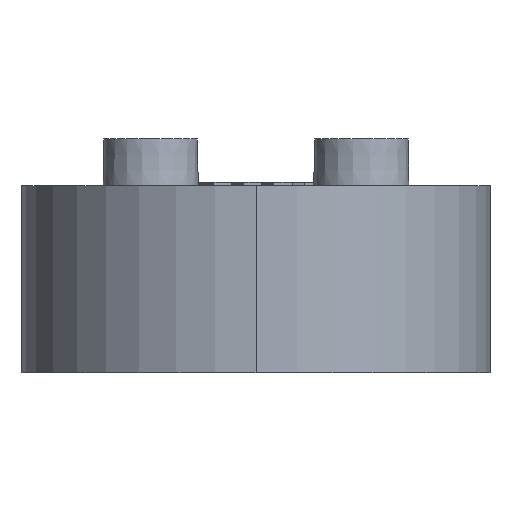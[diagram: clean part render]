
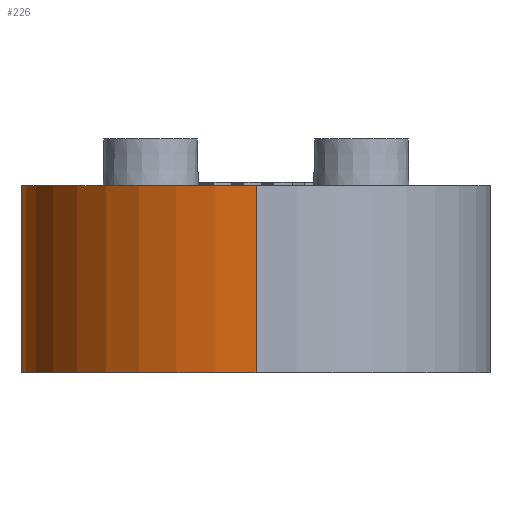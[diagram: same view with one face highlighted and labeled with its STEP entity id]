
A CAD part, left-side view. The second image highlights one B-rep face of the part: STEP entity #226.
In plain terms, the highlighted cylindrical face has radius 12.5 mm (diameter 25 mm), a partial arc.
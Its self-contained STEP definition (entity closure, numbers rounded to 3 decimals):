
#226 = ADVANCED_FACE( '', ( #581 ), #582, .T. );
#581 = FACE_OUTER_BOUND( '', #997, .T. );
#582 = CYLINDRICAL_SURFACE( '', #998, 12.5 );
#997 = EDGE_LOOP( '', ( #2188, #2189, #2190, #2191 ) );
#998 = AXIS2_PLACEMENT_3D( '', #2192, #2193, #2194 );
#2188 = ORIENTED_EDGE( '', *, *, #2622, .T. );
#2189 = ORIENTED_EDGE( '', *, *, #3000, .F. );
#2190 = ORIENTED_EDGE( '', *, *, #3001, .F. );
#2191 = ORIENTED_EDGE( '', *, *, #3002, .T. );
#2192 = CARTESIAN_POINT( '', ( -19.5, 0., 0. ) );
#2193 = DIRECTION( '', ( 0., 0., -1. ) );
#2194 = DIRECTION( '', ( -1., 0., 0. ) );
#2622 = EDGE_CURVE( '', #3123, #3121, #3124, .T. );
#3000 = EDGE_CURVE( '', #3769, #3121, #3771, .T. );
#3001 = EDGE_CURVE( '', #3772, #3769, #3773, .T. );
#3002 = EDGE_CURVE( '', #3772, #3123, #3774, .T. );
#3121 = VERTEX_POINT( '', #3923 );
#3123 = VERTEX_POINT( '', #3926 );
#3124 = CIRCLE( '', #3927, 12.5 );
#3769 = VERTEX_POINT( '', #4881 );
#3771 = LINE( '', #4884, #4885 );
#3772 = VERTEX_POINT( '', #4886 );
#3773 = CIRCLE( '', #4887, 12.5 );
#3774 = LINE( '', #4888, #4889 );
#3923 = CARTESIAN_POINT( '', ( -19.5, 12.5, 10. ) );
#3926 = CARTESIAN_POINT( '', ( -32., 0., 10. ) );
#3927 = AXIS2_PLACEMENT_3D( '', #5032, #5033, #5034 );
#4881 = CARTESIAN_POINT( '', ( -19.5, 12.5, 0. ) );
#4884 = CARTESIAN_POINT( '', ( -19.5, 12.5, 0. ) );
#4885 = VECTOR( '', #5546, 1000. );
#4886 = CARTESIAN_POINT( '', ( -32., 0., 0. ) );
#4887 = AXIS2_PLACEMENT_3D( '', #5547, #5548, #5549 );
#4888 = CARTESIAN_POINT( '', ( -32., 0., 0. ) );
#4889 = VECTOR( '', #5550, 1000. );
#5032 = CARTESIAN_POINT( '', ( -19.5, 0., 10. ) );
#5033 = DIRECTION( '', ( 0., 0., -1. ) );
#5034 = DIRECTION( '', ( 0., 1., 0. ) );
#5546 = DIRECTION( '', ( 0., 0., 1. ) );
#5547 = CARTESIAN_POINT( '', ( -19.5, 0., 0. ) );
#5548 = DIRECTION( '', ( 0., 0., -1. ) );
#5549 = DIRECTION( '', ( 0., 1., 0. ) );
#5550 = DIRECTION( '', ( 0., 0., 1. ) );
